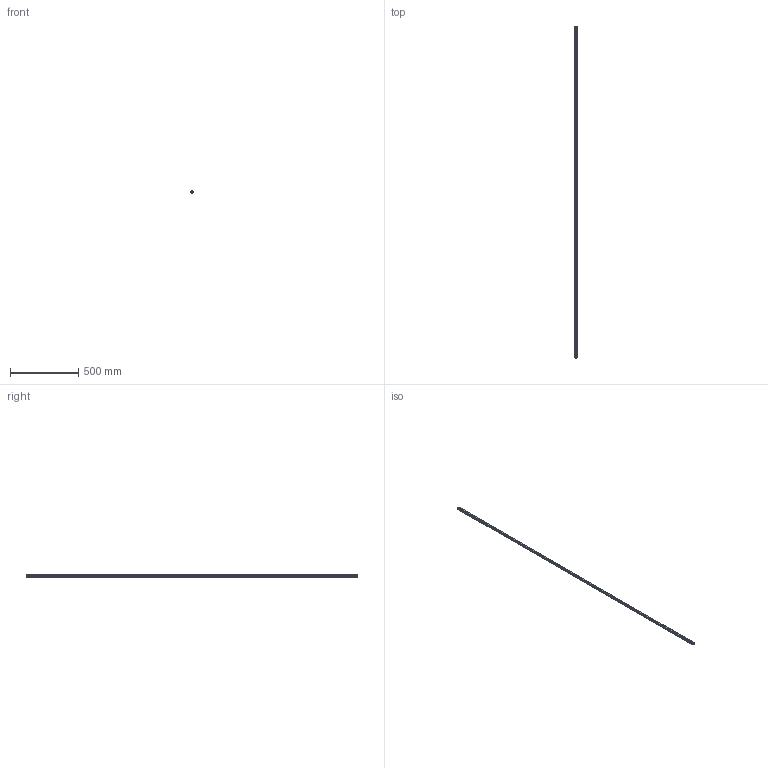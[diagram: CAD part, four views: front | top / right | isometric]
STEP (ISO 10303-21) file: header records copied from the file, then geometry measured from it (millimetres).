
FILE_DESCRIPTION(('STEP AP214'),'1');
FILE_NAME('cctmp_7C015A6A-F0BD-41EE-A8A6-04D99D8BC3FD_2020_4_23_9_42_15_44..stp','2020-04-23T07:42:15',('HIWIN GmbH'),('CADClick - www.CADClick.com'),'Spatial InterOp 3D',' ','unknown authorization');
FILE_SCHEMA(('AUTOMOTIVE_DESIGN'));
Length unit declared in the file: millimetre
Products named in the file (1): HGR15R2440H_FILE
Bounding box: 15 x 2440 x 15 mm (x, y, z)
Volume: 448184.5 mm3; surface area: 162609.1 mm2
Topology: 1 solids, 1 shells, 484 faces, 1065 edges, 710 vertices
Faces by surface type: cylinder 272, plane 212
Entity records: 17449 total; most frequent: DIRECTION 2579, CARTESIAN_POINT 2260, ORIENTED_EDGE 2130, EDGE_CURVE 1065, AXIS2_PLACEMENT_3D 1029, VERTEX_POINT 710, EDGE_LOOP 611, CIRCLE 544
